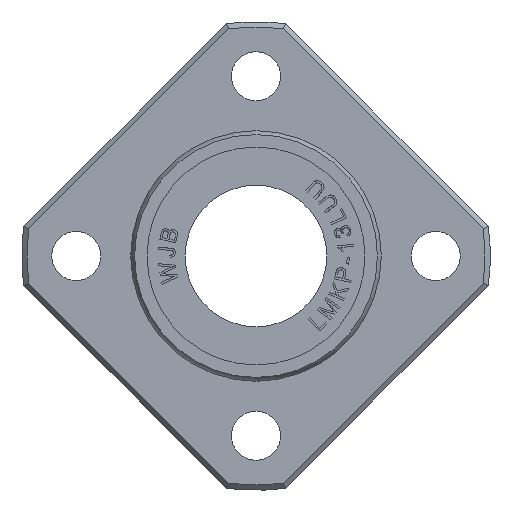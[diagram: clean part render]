
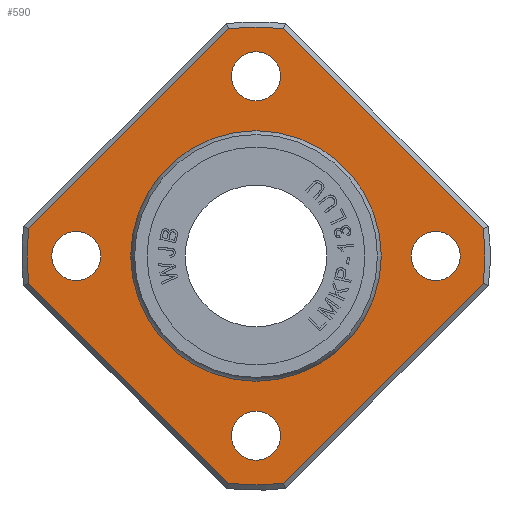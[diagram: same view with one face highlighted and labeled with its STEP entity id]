
A CAD part, left-side view. The second image highlights one B-rep face of the part: STEP entity #590.
In plain terms, the highlighted planar face has unit normal (-1, 0, 0).
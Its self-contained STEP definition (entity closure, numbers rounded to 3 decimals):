
#590=ADVANCED_FACE('',(#1867,#1868,#1869,#1870,#1871,#1872),#989,.T.);
#989=PLANE('',#7348);
#1280=CIRCLE('',#7323,21.);
#1282=CIRCLE('',#7326,21.);
#1284=CIRCLE('',#7329,21.);
#1286=CIRCLE('',#7332,21.);
#1292=CIRCLE('',#7343,11.286);
#1293=CIRCLE('',#7344,2.25);
#1294=CIRCLE('',#7345,2.25);
#1295=CIRCLE('',#7346,2.25);
#1296=CIRCLE('',#7347,2.25);
#1442=B_SPLINE_CURVE_WITH_KNOTS('',3,(#10931,#10932,#10933,#10934),.UNSPECIFIED.,
 .F.,.F.,(4,4),(0.,1.),.UNSPECIFIED.);
#1443=B_SPLINE_CURVE_WITH_KNOTS('',3,(#10935,#10936,#10937,#10938),.UNSPECIFIED.,
 .F.,.F.,(4,4),(0.,1.),.UNSPECIFIED.);
#1444=B_SPLINE_CURVE_WITH_KNOTS('',3,(#10939,#10940,#10941,#10942),.UNSPECIFIED.,
 .F.,.F.,(4,4),(0.,1.),.UNSPECIFIED.);
#1445=B_SPLINE_CURVE_WITH_KNOTS('',3,(#10943,#10944,#10945,#10946),.UNSPECIFIED.,
 .F.,.F.,(4,4),(0.,1.),.UNSPECIFIED.);
#1867=FACE_BOUND('',#1991,.T.);
#1868=FACE_BOUND('',#1992,.T.);
#1869=FACE_BOUND('',#1993,.T.);
#1870=FACE_BOUND('',#1994,.T.);
#1871=FACE_BOUND('',#1995,.T.);
#1872=FACE_BOUND('',#1996,.T.);
#1991=EDGE_LOOP('',(#2749));
#1992=EDGE_LOOP('',(#2750));
#1993=EDGE_LOOP('',(#2751));
#1994=EDGE_LOOP('',(#2752));
#1995=EDGE_LOOP('',(#2753));
#1996=EDGE_LOOP('',(#2754,#2755,#2756,#2757,#2758,#2759,#2760,#2761));
#2749=ORIENTED_EDGE('',*,*,#5451,.F.);
#2750=ORIENTED_EDGE('',*,*,#5452,.T.);
#2751=ORIENTED_EDGE('',*,*,#5453,.T.);
#2752=ORIENTED_EDGE('',*,*,#5454,.T.);
#2753=ORIENTED_EDGE('',*,*,#5455,.T.);
#2754=ORIENTED_EDGE('',*,*,#5428,.F.);
#2755=ORIENTED_EDGE('',*,*,#5456,.F.);
#2756=ORIENTED_EDGE('',*,*,#5423,.F.);
#2757=ORIENTED_EDGE('',*,*,#5457,.F.);
#2758=ORIENTED_EDGE('',*,*,#5431,.F.);
#2759=ORIENTED_EDGE('',*,*,#5458,.F.);
#2760=ORIENTED_EDGE('',*,*,#5435,.F.);
#2761=ORIENTED_EDGE('',*,*,#5459,.F.);
#4743=VERTEX_POINT('',#10826);
#4744=VERTEX_POINT('',#10827);
#4747=VERTEX_POINT('',#10844);
#4749=VERTEX_POINT('',#10847);
#4751=VERTEX_POINT('',#10856);
#4752=VERTEX_POINT('',#10857);
#4755=VERTEX_POINT('',#10871);
#4756=VERTEX_POINT('',#10872);
#4767=VERTEX_POINT('',#10922);
#4768=VERTEX_POINT('',#10924);
#4769=VERTEX_POINT('',#10926);
#4770=VERTEX_POINT('',#10928);
#4771=VERTEX_POINT('',#10930);
#5423=EDGE_CURVE('',#4743,#4744,#1280,.T.);
#5428=EDGE_CURVE('',#4747,#4749,#1282,.T.);
#5431=EDGE_CURVE('',#4751,#4752,#1284,.T.);
#5435=EDGE_CURVE('',#4755,#4756,#1286,.T.);
#5451=EDGE_CURVE('',#4767,#4767,#1292,.T.);
#5452=EDGE_CURVE('',#4768,#4768,#1293,.T.);
#5453=EDGE_CURVE('',#4769,#4769,#1294,.T.);
#5454=EDGE_CURVE('',#4770,#4770,#1295,.T.);
#5455=EDGE_CURVE('',#4771,#4771,#1296,.T.);
#5456=EDGE_CURVE('',#4744,#4747,#1442,.T.);
#5457=EDGE_CURVE('',#4752,#4743,#1443,.T.);
#5458=EDGE_CURVE('',#4756,#4751,#1444,.T.);
#5459=EDGE_CURVE('',#4749,#4755,#1445,.T.);
#7323=AXIS2_PLACEMENT_3D('',#10825,#7968,#7969);
#7326=AXIS2_PLACEMENT_3D('',#10846,#7974,#7975);
#7329=AXIS2_PLACEMENT_3D('',#10855,#7980,#7981);
#7332=AXIS2_PLACEMENT_3D('',#10870,#7986,#7987);
#7343=AXIS2_PLACEMENT_3D('',#10921,#8012,#8013);
#7344=AXIS2_PLACEMENT_3D('',#10923,#8014,#8015);
#7345=AXIS2_PLACEMENT_3D('',#10925,#8016,#8017);
#7346=AXIS2_PLACEMENT_3D('',#10927,#8018,#8019);
#7347=AXIS2_PLACEMENT_3D('',#10929,#8020,#8021);
#7348=AXIS2_PLACEMENT_3D('',#10947,#8022,#8023);
#7968=DIRECTION('',(1.,0.,0.));
#7969=DIRECTION('',(0.,0.,-1.));
#7974=DIRECTION('',(1.,0.,0.));
#7975=DIRECTION('',(0.,0.,-1.));
#7980=DIRECTION('',(1.,0.,0.));
#7981=DIRECTION('',(0.,0.,-1.));
#7986=DIRECTION('',(1.,0.,0.));
#7987=DIRECTION('',(0.,0.,-1.));
#8012=DIRECTION('',(-1.,0.,0.));
#8013=DIRECTION('',(0.,0.,1.));
#8014=DIRECTION('',(1.,0.,0.));
#8015=DIRECTION('',(0.,1.,0.));
#8016=DIRECTION('',(1.,0.,0.));
#8017=DIRECTION('',(0.,1.,0.));
#8018=DIRECTION('',(1.,0.,0.));
#8019=DIRECTION('',(0.,1.,0.));
#8020=DIRECTION('',(1.,0.,0.));
#8021=DIRECTION('',(0.,1.,0.));
#8022=DIRECTION('',(-1.,0.,0.));
#8023=DIRECTION('',(0.,0.,1.));
#10825=CARTESIAN_POINT('',(6.,0.,0.));
#10826=CARTESIAN_POINT('',(6.,-2.482,-20.853));
#10827=CARTESIAN_POINT('',(6.,2.482,-20.853));
#10844=CARTESIAN_POINT('',(6.,20.853,-2.482));
#10846=CARTESIAN_POINT('',(6.,0.,0.));
#10847=CARTESIAN_POINT('',(6.,20.853,2.482));
#10855=CARTESIAN_POINT('',(6.,0.,0.));
#10856=CARTESIAN_POINT('',(6.,-20.853,2.482));
#10857=CARTESIAN_POINT('',(6.,-20.853,-2.482));
#10870=CARTESIAN_POINT('',(6.,0.,0.));
#10871=CARTESIAN_POINT('',(6.,2.482,20.853));
#10872=CARTESIAN_POINT('',(6.,-2.482,20.853));
#10921=CARTESIAN_POINT('',(6.,0.,0.));
#10922=CARTESIAN_POINT('',(6.,0.,11.286));
#10923=CARTESIAN_POINT('',(6.,16.5,0.));
#10924=CARTESIAN_POINT('',(6.,14.25,0.));
#10925=CARTESIAN_POINT('',(6.,-16.5,0.));
#10926=CARTESIAN_POINT('',(6.,-18.75,0.));
#10927=CARTESIAN_POINT('',(6.,0.,16.5));
#10928=CARTESIAN_POINT('',(6.,-2.25,16.5));
#10929=CARTESIAN_POINT('',(6.,0.,-16.5));
#10930=CARTESIAN_POINT('',(6.,-2.25,-16.5));
#10931=CARTESIAN_POINT('',(6.,2.482,-20.853));
#10932=CARTESIAN_POINT('',(6.,8.605,-14.729));
#10933=CARTESIAN_POINT('',(6.,14.729,-8.605));
#10934=CARTESIAN_POINT('',(6.,20.853,-2.482));
#10935=CARTESIAN_POINT('',(6.,-20.853,-2.482));
#10936=CARTESIAN_POINT('',(6.,-14.729,-8.605));
#10937=CARTESIAN_POINT('',(6.,-8.605,-14.729));
#10938=CARTESIAN_POINT('',(6.,-2.482,-20.853));
#10939=CARTESIAN_POINT('',(6.,-2.482,20.853));
#10940=CARTESIAN_POINT('',(6.,-8.605,14.729));
#10941=CARTESIAN_POINT('',(6.,-14.729,8.605));
#10942=CARTESIAN_POINT('',(6.,-20.853,2.482));
#10943=CARTESIAN_POINT('',(6.,20.853,2.482));
#10944=CARTESIAN_POINT('',(6.,14.729,8.605));
#10945=CARTESIAN_POINT('',(6.,8.605,14.729));
#10946=CARTESIAN_POINT('',(6.,2.482,20.853));
#10947=CARTESIAN_POINT('',(6.,0.,16.393));
